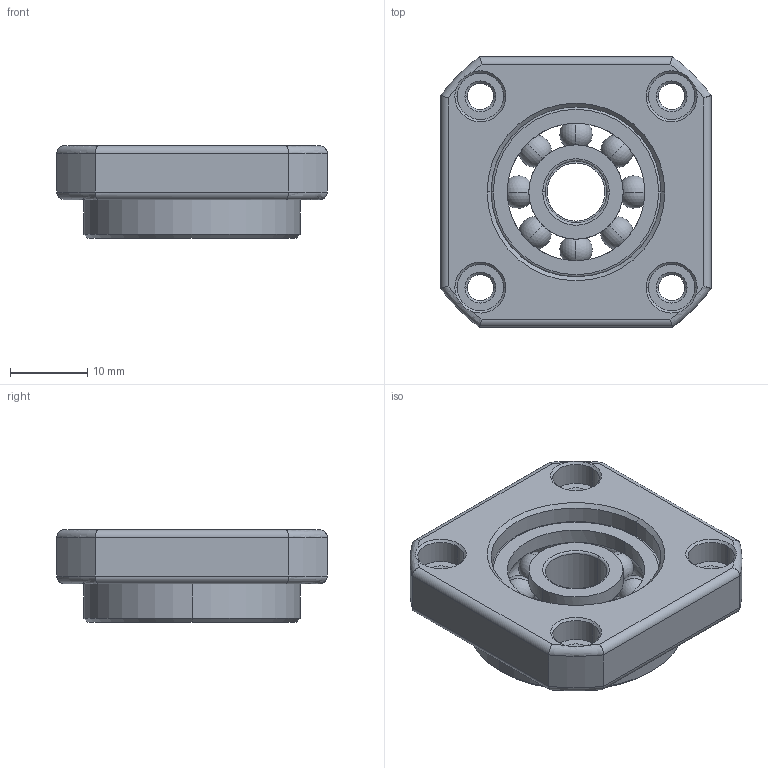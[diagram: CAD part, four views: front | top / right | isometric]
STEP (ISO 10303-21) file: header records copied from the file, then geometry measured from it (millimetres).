
FILE_DESCRIPTION (( 'STEP AP203' ), '1' );
FILE_NAME ('GFF10.STEP', '2013-10-07T09:50:44', ( 'user' ), ( '' ), 'SwSTEP 2.0', 'SolidWorks 2013', '' );
FILE_SCHEMA (( 'CONFIG_CONTROL_DESIGN' ));
Length unit declared in the file: millimetre
Products named in the file (1): GFF10
Bounding box: 35 x 35 x 12 mm (x, y, z)
Surface area: 5619.9 mm2 (no closed solid volume)
Topology: 0 solids, 9 shells, 185 faces, 970 edges, 764 vertices
Faces by surface type: cylinder 56, plane 43, torus 40, cone 30, sphere 16
Entity records: 10455 total; most frequent: CARTESIAN_POINT 3180, DIRECTION 1430, ORIENTED_EDGE 1410, EDGE_CURVE 938, VERTEX_POINT 748, AXIS2_PLACEMENT_3D 502, LINE 426, VECTOR 426
